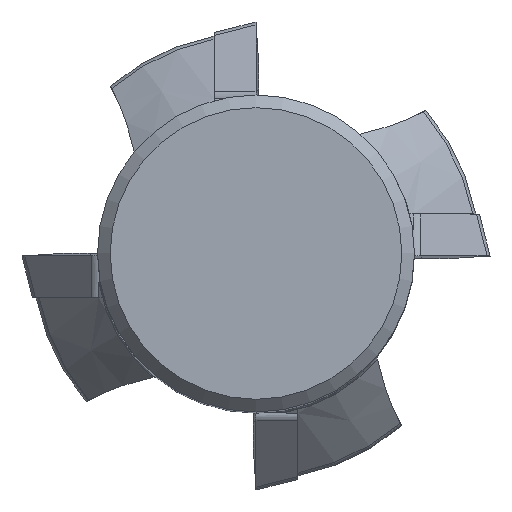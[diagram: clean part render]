
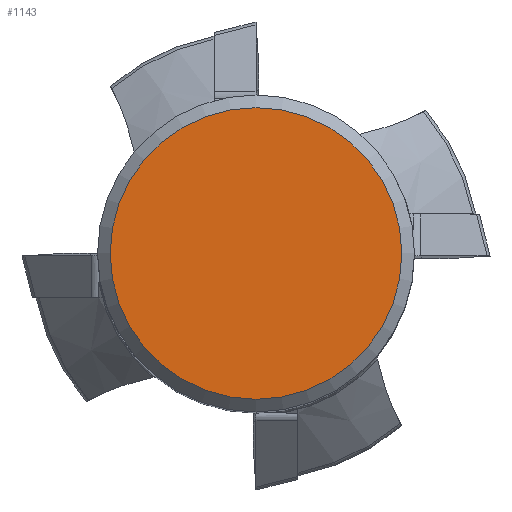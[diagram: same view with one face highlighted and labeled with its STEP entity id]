
A CAD part, top view. The second image highlights one B-rep face of the part: STEP entity #1143.
In plain terms, the highlighted planar face has unit normal (0, 0, 1).
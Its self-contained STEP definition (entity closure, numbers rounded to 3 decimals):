
#896=FACE_OUTER_BOUND('',#1805,.T.);
#1143=ADVANCED_FACE('CU_SU3',(#896),#1398,.F.);
#1398=PLANE('',#5321);
#1552=CIRCLE('',#5320,11.497);
#1805=EDGE_LOOP('',(#2402));
#2402=ORIENTED_EDGE('',*,*,#4267,.F.);
#3720=VERTEX_POINT('',#8327);
#4267=EDGE_CURVE('',#3720,#3720,#1552,.T.);
#5320=AXIS2_PLACEMENT_3D('',#8326,#5985,#5986);
#5321=AXIS2_PLACEMENT_3D('',#8328,#5987,#5988);
#5985=DIRECTION('',(0.,0.,-1.));
#5986=DIRECTION('',(-1.,0.,0.));
#5987=DIRECTION('',(0.,0.,-1.));
#5988=DIRECTION('',(-1.,0.,0.));
#8326=CARTESIAN_POINT('',(0.,0.,0.));
#8327=CARTESIAN_POINT('',(-11.497,0.,0.));
#8328=CARTESIAN_POINT('',(0.,0.,0.));
